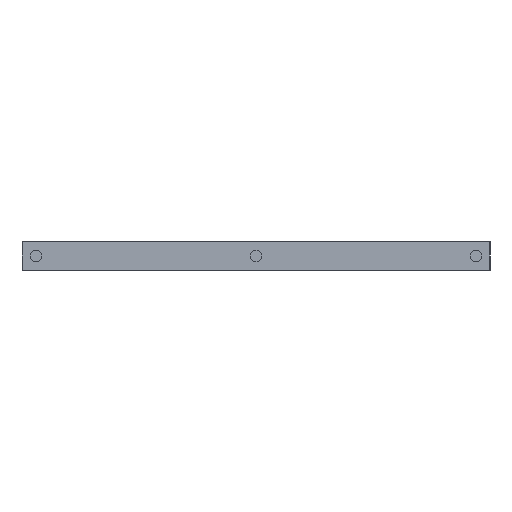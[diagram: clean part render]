
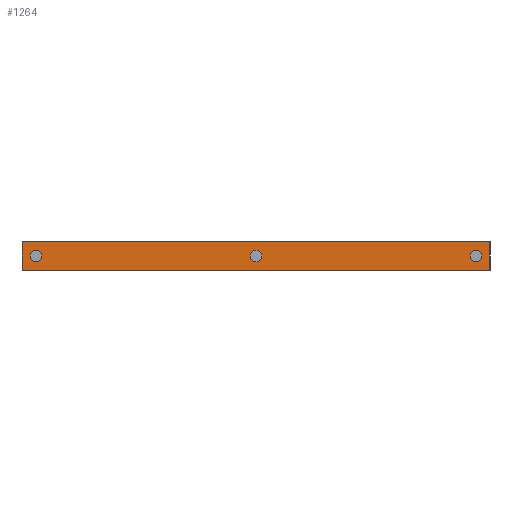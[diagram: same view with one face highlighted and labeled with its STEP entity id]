
A CAD part, left-side view. The second image highlights one B-rep face of the part: STEP entity #1264.
In plain terms, the highlighted planar face has unit normal (-1, 0, 0).
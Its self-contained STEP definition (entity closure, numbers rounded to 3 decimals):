
#15 = EDGE_CURVE ( 'NONE', #741, #786, #1320, .T. ) ;
#42 = AXIS2_PLACEMENT_3D ( 'NONE', #835, #159, #1070 ) ;
#54 = VERTEX_POINT ( 'NONE', #996 ) ;
#68 = ORIENTED_EDGE ( 'NONE', *, *, #1108, .F. ) ;
#79 = CIRCLE ( 'NONE', #219, 1.25 ) ;
#98 = CARTESIAN_POINT ( 'NONE',  ( 0., 3., 1.75 ) ) ;
#159 = DIRECTION ( 'NONE',  ( -1., 0., 0. ) ) ;
#163 = DIRECTION ( 'NONE',  ( 0., 0., 1. ) ) ;
#169 = VECTOR ( 'NONE', #626, 1000. ) ;
#173 = AXIS2_PLACEMENT_3D ( 'NONE', #1182, #495, #163 ) ;
#181 = CARTESIAN_POINT ( 'NONE',  ( 0., 97., 4.25 ) ) ;
#187 = FACE_BOUND ( 'NONE', #1357, .T. ) ;
#219 = AXIS2_PLACEMENT_3D ( 'NONE', #408, #519, #1317 ) ;
#222 = CIRCLE ( 'NONE', #433, 1.25 ) ;
#225 = ORIENTED_EDGE ( 'NONE', *, *, #719, .F. ) ;
#238 = CARTESIAN_POINT ( 'NONE',  ( 0., 100., 0. ) ) ;
#248 = EDGE_LOOP ( 'NONE', ( #68, #738 ) ) ;
#259 = CIRCLE ( 'NONE', #173, 1.25 ) ;
#265 = VERTEX_POINT ( 'NONE', #1149 ) ;
#267 = ORIENTED_EDGE ( 'NONE', *, *, #736, .F. ) ;
#277 = LINE ( 'NONE', #1185, #840 ) ;
#291 = LINE ( 'NONE', #422, #1156 ) ;
#314 = DIRECTION ( 'NONE',  ( -1., 0., 0. ) ) ;
#315 = CARTESIAN_POINT ( 'NONE',  ( 0., 3., 3. ) ) ;
#327 = ORIENTED_EDGE ( 'NONE', *, *, #612, .F. ) ;
#336 = AXIS2_PLACEMENT_3D ( 'NONE', #1323, #750, #640 ) ;
#408 = CARTESIAN_POINT ( 'NONE',  ( 0., 50., 3. ) ) ;
#421 = FACE_BOUND ( 'NONE', #248, .T. ) ;
#422 = CARTESIAN_POINT ( 'NONE',  ( 0., 0., 6. ) ) ;
#429 = ORIENTED_EDGE ( 'NONE', *, *, #1166, .F. ) ;
#433 = AXIS2_PLACEMENT_3D ( 'NONE', #762, #314, #1428 ) ;
#434 = DIRECTION ( 'NONE',  ( 0., 0., -1. ) ) ;
#495 = DIRECTION ( 'NONE',  ( -1., 0., 0. ) ) ;
#505 = CARTESIAN_POINT ( 'NONE',  ( 0., 0., 0. ) ) ;
#509 = CARTESIAN_POINT ( 'NONE',  ( 0., 50., 1.75 ) ) ;
#518 = ORIENTED_EDGE ( 'NONE', *, *, #989, .F. ) ;
#519 = DIRECTION ( 'NONE',  ( -1., 0., 0. ) ) ;
#533 = VERTEX_POINT ( 'NONE', #1410 ) ;
#567 = CIRCLE ( 'NONE', #42, 1.25 ) ;
#573 = VERTEX_POINT ( 'NONE', #1076 ) ;
#612 = EDGE_CURVE ( 'NONE', #533, #265, #277, .T. ) ;
#616 = AXIS2_PLACEMENT_3D ( 'NONE', #1363, #915, #434 ) ;
#626 = DIRECTION ( 'NONE',  ( 0., -1., 0. ) ) ;
#640 = DIRECTION ( 'NONE',  ( 0., 0., -1. ) ) ;
#719 = EDGE_CURVE ( 'NONE', #1228, #54, #222, .T. ) ;
#736 = EDGE_CURVE ( 'NONE', #1420, #533, #291, .T. ) ;
#738 = ORIENTED_EDGE ( 'NONE', *, *, #15, .F. ) ;
#741 = VERTEX_POINT ( 'NONE', #98 ) ;
#750 = DIRECTION ( 'NONE',  ( -1., 0., 0. ) ) ;
#753 = EDGE_CURVE ( 'NONE', #573, #1245, #79, .T. ) ;
#762 = CARTESIAN_POINT ( 'NONE',  ( 0., 97., 3. ) ) ;
#765 = LINE ( 'NONE', #868, #1106 ) ;
#784 = CARTESIAN_POINT ( 'NONE',  ( 0., 3., 4.25 ) ) ;
#786 = VERTEX_POINT ( 'NONE', #784 ) ;
#835 = CARTESIAN_POINT ( 'NONE',  ( 0., 3., 3. ) ) ;
#840 = VECTOR ( 'NONE', #968, 1000. ) ;
#853 = FACE_OUTER_BOUND ( 'NONE', #957, .T. ) ;
#860 = VERTEX_POINT ( 'NONE', #238 ) ;
#867 = DIRECTION ( 'NONE',  ( -1., 0., 0. ) ) ;
#868 = CARTESIAN_POINT ( 'NONE',  ( 0., 100., 6. ) ) ;
#871 = DIRECTION ( 'NONE',  ( 0., 0., 1. ) ) ;
#912 = ORIENTED_EDGE ( 'NONE', *, *, #1204, .T. ) ;
#915 = DIRECTION ( 'NONE',  ( 1., 0., 0. ) ) ;
#927 = CARTESIAN_POINT ( 'NONE',  ( 0., 100., 6. ) ) ;
#957 = EDGE_LOOP ( 'NONE', ( #912, #327, #267, #1359 ) ) ;
#968 = DIRECTION ( 'NONE',  ( 0., 0., -1. ) ) ;
#989 = EDGE_CURVE ( 'NONE', #1245, #573, #259, .T. ) ;
#996 = CARTESIAN_POINT ( 'NONE',  ( 0., 97., 1.75 ) ) ;
#1003 = CIRCLE ( 'NONE', #336, 1.25 ) ;
#1070 = DIRECTION ( 'NONE',  ( 0., 0., 1. ) ) ;
#1076 = CARTESIAN_POINT ( 'NONE',  ( 0., 50., 4.25 ) ) ;
#1106 = VECTOR ( 'NONE', #1190, 1000. ) ;
#1108 = EDGE_CURVE ( 'NONE', #786, #741, #567, .T. ) ;
#1115 = AXIS2_PLACEMENT_3D ( 'NONE', #315, #867, #871 ) ;
#1134 = EDGE_CURVE ( 'NONE', #1420, #860, #765, .T. ) ;
#1149 = CARTESIAN_POINT ( 'NONE',  ( 0., 0., 0. ) ) ;
#1156 = VECTOR ( 'NONE', #1439, 1000. ) ;
#1166 = EDGE_CURVE ( 'NONE', #54, #1228, #1003, .T. ) ;
#1182 = CARTESIAN_POINT ( 'NONE',  ( 0., 50., 3. ) ) ;
#1185 = CARTESIAN_POINT ( 'NONE',  ( 0., 0., 6. ) ) ;
#1190 = DIRECTION ( 'NONE',  ( 0., 0., -1. ) ) ;
#1193 = FACE_BOUND ( 'NONE', #1218, .T. ) ;
#1204 = EDGE_CURVE ( 'NONE', #860, #265, #1448, .T. ) ;
#1218 = EDGE_LOOP ( 'NONE', ( #1425, #518 ) ) ;
#1228 = VERTEX_POINT ( 'NONE', #181 ) ;
#1245 = VERTEX_POINT ( 'NONE', #509 ) ;
#1264 = ADVANCED_FACE ( 'NONE', ( #1193, #187, #421, #853 ), #1361, .F. ) ;
#1317 = DIRECTION ( 'NONE',  ( 0., 0., 1. ) ) ;
#1320 = CIRCLE ( 'NONE', #1115, 1.25 ) ;
#1323 = CARTESIAN_POINT ( 'NONE',  ( 0., 97., 3. ) ) ;
#1357 = EDGE_LOOP ( 'NONE', ( #225, #429 ) ) ;
#1359 = ORIENTED_EDGE ( 'NONE', *, *, #1134, .T. ) ;
#1361 = PLANE ( 'NONE',  #616 ) ;
#1363 = CARTESIAN_POINT ( 'NONE',  ( 0., 0., 6. ) ) ;
#1410 = CARTESIAN_POINT ( 'NONE',  ( 0., 0., 6. ) ) ;
#1420 = VERTEX_POINT ( 'NONE', #927 ) ;
#1425 = ORIENTED_EDGE ( 'NONE', *, *, #753, .F. ) ;
#1428 = DIRECTION ( 'NONE',  ( 0., 0., -1. ) ) ;
#1439 = DIRECTION ( 'NONE',  ( 0., -1., 0. ) ) ;
#1448 = LINE ( 'NONE', #505, #169 ) ;
